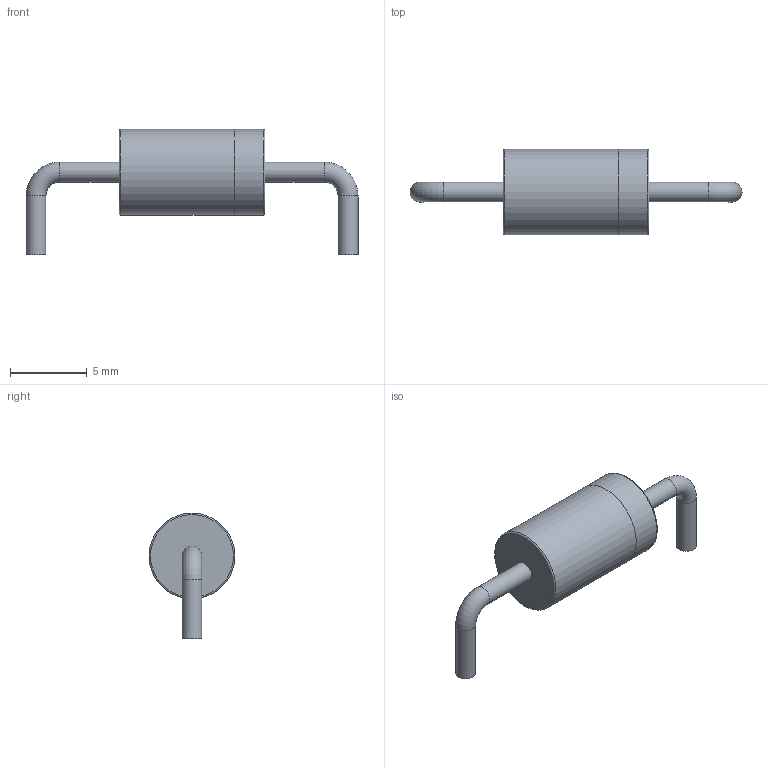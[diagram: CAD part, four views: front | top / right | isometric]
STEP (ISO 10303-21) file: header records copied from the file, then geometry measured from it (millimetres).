
FILE_DESCRIPTION(/* description */ (''),/* implementation_level */ '2;1');
FILE_NAME(/* name */ 'Diode Large v1.step',/* time_stamp */ '2019-04-11T00:46:09+01:00',/* author */ ('adamshortuk'),/* organization */ (''),/* preprocessor_version */ 'ST-DEVELOPER v18',/* originating_system */ 'Autodesk Translation Framework v8.2.0.1029',/* authorisation */ '');
FILE_SCHEMA (('AUTOMOTIVE_DESIGN { 1 0 10303 214 3 1 1 }'));
Length unit declared in the file: millimetre
Products named in the file (1): Diode Large
Bounding box: 21.62 x 5.6 x 8.2 mm (x, y, z)
Volume: 260.8 mm3; surface area: 303 mm2
Topology: 3 solids, 3 shells, 16 faces, 36 edges, 26 vertices
Faces by surface type: cylinder 6, plane 6, torus 4
Full cylindrical faces by diameter (mm): 1.3 x4, 5.6 x2
Entity records: 541 total; most frequent: DIRECTION 100, CARTESIAN_POINT 79, ORIENTED_EDGE 72, AXIS2_PLACEMENT_3D 47, EDGE_CURVE 36, CIRCLE 30, VERTEX_POINT 26, FACE_OUTER_BOUND 16
